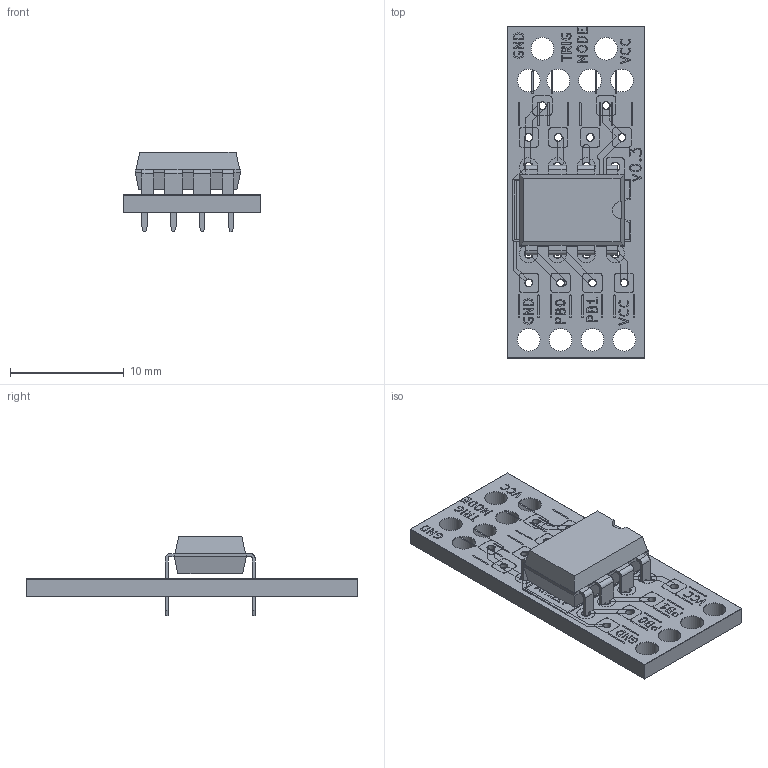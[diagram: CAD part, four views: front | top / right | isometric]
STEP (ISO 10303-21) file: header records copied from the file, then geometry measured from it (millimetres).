
FILE_DESCRIPTION(('KiCad electronic assembly'),'2;1');
FILE_NAME('WandLite.step','2025-05-14T00:07:27',('Pcbnew'),('Kicad'), 'Open CASCADE STEP processor 7.8','KiCad to STEP converter','Unknown' );
FILE_SCHEMA(('AUTOMOTIVE_DESIGN { 1 0 10303 214 1 1 1 1 }'));
Length unit declared in the file: millimetre
Products named in the file (7): WandLite 1; DIP-8_W7.62mm; WandLite_copper; WandLite_pad; WandLite_silkscreen; WandLite_soldermask; WandLite_PCB
Assembly tree (6 placements, depth 2):
  WandLite 1
    DIP-8_W7.62mm
    WandLite_copper
    WandLite_pad
    WandLite_silkscreen
    WandLite_soldermask
    WandLite_PCB
Bounding box: 12.09 x 29.2 x 6.98 mm (x, y, z)
Volume: 664.2 mm3; surface area: 1837.8 mm2
Topology: 65 solids, 123 shells, 744 faces, 2529 edges, 1973 vertices
Faces by surface type: plane 477, cylinder 247, bspline 20
Full cylindrical faces by diameter (mm): 0.65 x30, 0.7 x20, 0.75 x24, 0.8 x16, 1.6 x14, 2 x10
Entity records: 30527 total; most frequent: CARTESIAN_POINT 5629, DIRECTION 4720, ORIENTED_EDGE 4155, EDGE_CURVE 2529, VERTEX_POINT 1973, LINE 1762, VECTOR 1762, AXIS2_PLACEMENT_3D 1479
